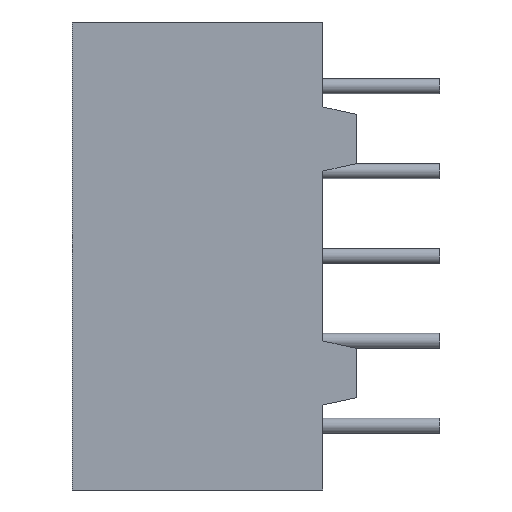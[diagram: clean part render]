
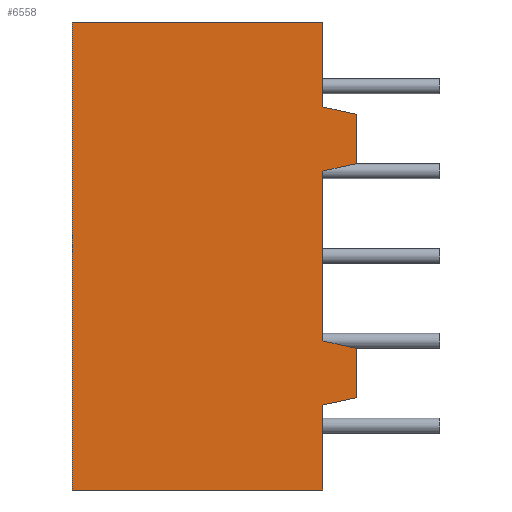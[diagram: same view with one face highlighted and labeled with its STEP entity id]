
A CAD part, left-side view. The second image highlights one B-rep face of the part: STEP entity #6558.
In plain terms, the highlighted planar face has unit normal (-1, 0, 0).
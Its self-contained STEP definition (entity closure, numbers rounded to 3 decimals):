
#157 = FACE_OUTER_BOUND ( 'NONE', #10091, .T. ) ;
#318 = CARTESIAN_POINT ( 'NONE',  ( -3.75, 0., -2.765 ) ) ;
#321 = VERTEX_POINT ( 'NONE', #8122 ) ;
#356 = LINE ( 'NONE', #5779, #3527 ) ;
#620 = LINE ( 'NONE', #6917, #5536 ) ;
#707 = CARTESIAN_POINT ( 'NONE',  ( -3.75, 1., 4.46 ) ) ;
#725 = VECTOR ( 'NONE', #2877, 1000. ) ;
#852 = ORIENTED_EDGE ( 'NONE', *, *, #3995, .T. ) ;
#1038 = DIRECTION ( 'NONE',  ( 0., -0.976, 0.22 ) ) ;
#1249 = VECTOR ( 'NONE', #1038, 1000. ) ;
#1431 = DIRECTION ( 'NONE',  ( 0., 0., 1. ) ) ;
#1610 = DIRECTION ( 'NONE',  ( 0., 0., 1. ) ) ;
#1702 = VECTOR ( 'NONE', #2779, 1000. ) ;
#1908 = LINE ( 'NONE', #5468, #9173 ) ;
#1920 = DIRECTION ( 'NONE',  ( 1., 0., 0. ) ) ;
#2361 = VECTOR ( 'NONE', #8202, 1000. ) ;
#2515 = LINE ( 'NONE', #5939, #1702 ) ;
#2614 = LINE ( 'NONE', #11494, #10679 ) ;
#2714 = LINE ( 'NONE', #8966, #725 ) ;
#2779 = DIRECTION ( 'NONE',  ( 0., -0.976, 0.22 ) ) ;
#2787 = VERTEX_POINT ( 'NONE', #5218 ) ;
#2804 = CARTESIAN_POINT ( 'NONE',  ( -3.75, 8.5, -7. ) ) ;
#2877 = DIRECTION ( 'NONE',  ( 0., 0., 1. ) ) ;
#3030 = VERTEX_POINT ( 'NONE', #707 ) ;
#3136 = DIRECTION ( 'NONE',  ( 0., 0., 1. ) ) ;
#3218 = CARTESIAN_POINT ( 'NONE',  ( -3.75, 1., 2.54 ) ) ;
#3274 = CARTESIAN_POINT ( 'NONE',  ( -3.75, 8.5, 7. ) ) ;
#3289 = EDGE_CURVE ( 'NONE', #4189, #8397, #1908, .T. ) ;
#3374 = AXIS2_PLACEMENT_3D ( 'NONE', #2804, #1920, #3719 ) ;
#3527 = VECTOR ( 'NONE', #9326, 1000. ) ;
#3586 = CARTESIAN_POINT ( 'NONE',  ( -3.75, 0., 4.235 ) ) ;
#3646 = DIRECTION ( 'NONE',  ( 0., 0., 1. ) ) ;
#3719 = DIRECTION ( 'NONE',  ( 0., 0., -1. ) ) ;
#3995 = EDGE_CURVE ( 'NONE', #7350, #4890, #620, .T. ) ;
#4033 = ORIENTED_EDGE ( 'NONE', *, *, #4277, .F. ) ;
#4062 = ORIENTED_EDGE ( 'NONE', *, *, #10928, .T. ) ;
#4189 = VERTEX_POINT ( 'NONE', #6149 ) ;
#4277 = EDGE_CURVE ( 'NONE', #8397, #321, #8914, .T. ) ;
#4416 = ORIENTED_EDGE ( 'NONE', *, *, #6738, .T. ) ;
#4705 = EDGE_CURVE ( 'NONE', #8369, #2787, #5423, .T. ) ;
#4890 = VERTEX_POINT ( 'NONE', #5181 ) ;
#5150 = VERTEX_POINT ( 'NONE', #10481 ) ;
#5181 = CARTESIAN_POINT ( 'NONE',  ( -3.75, 1., -4.46 ) ) ;
#5218 = CARTESIAN_POINT ( 'NONE',  ( -3.75, 0., 2.765 ) ) ;
#5423 = LINE ( 'NONE', #9808, #1249 ) ;
#5468 = CARTESIAN_POINT ( 'NONE',  ( -3.75, 8.5, -7. ) ) ;
#5536 = VECTOR ( 'NONE', #1610, 1000. ) ;
#5631 = LINE ( 'NONE', #7620, #6554 ) ;
#5779 = CARTESIAN_POINT ( 'NONE',  ( -3.75, 0., -2.765 ) ) ;
#5834 = EDGE_CURVE ( 'NONE', #2787, #10038, #2614, .T. ) ;
#5939 = CARTESIAN_POINT ( 'NONE',  ( -3.75, 1., -4.46 ) ) ;
#6005 = VECTOR ( 'NONE', #11029, 1000. ) ;
#6149 = CARTESIAN_POINT ( 'NONE',  ( -3.75, 8.5, -7. ) ) ;
#6554 = VECTOR ( 'NONE', #1431, 1000. ) ;
#6558 = ADVANCED_FACE ( 'NONE', ( #157 ), #7230, .F. ) ;
#6675 = LINE ( 'NONE', #9480, #8248 ) ;
#6738 = EDGE_CURVE ( 'NONE', #4890, #5150, #2515, .T. ) ;
#6917 = CARTESIAN_POINT ( 'NONE',  ( -3.75, 1., -7. ) ) ;
#7193 = CARTESIAN_POINT ( 'NONE',  ( -3.75, 8.5, 7. ) ) ;
#7206 = ORIENTED_EDGE ( 'NONE', *, *, #9594, .T. ) ;
#7230 = PLANE ( 'NONE',  #3374 ) ;
#7255 = CARTESIAN_POINT ( 'NONE',  ( -3.75, 8.5, -7. ) ) ;
#7350 = VERTEX_POINT ( 'NONE', #9976 ) ;
#7620 = CARTESIAN_POINT ( 'NONE',  ( -3.75, 1., -2.54 ) ) ;
#7953 = DIRECTION ( 'NONE',  ( 0., 0., 1. ) ) ;
#8122 = CARTESIAN_POINT ( 'NONE',  ( -3.75, 1., 7. ) ) ;
#8202 = DIRECTION ( 'NONE',  ( 0., -1., 0. ) ) ;
#8248 = VECTOR ( 'NONE', #3136, 1000. ) ;
#8286 = CARTESIAN_POINT ( 'NONE',  ( -3.75, 0., 4.235 ) ) ;
#8369 = VERTEX_POINT ( 'NONE', #3218 ) ;
#8397 = VERTEX_POINT ( 'NONE', #3274 ) ;
#8412 = VECTOR ( 'NONE', #9940, 1000. ) ;
#8495 = EDGE_CURVE ( 'NONE', #5150, #10956, #6675, .T. ) ;
#8509 = EDGE_CURVE ( 'NONE', #10038, #3030, #9354, .T. ) ;
#8914 = LINE ( 'NONE', #7193, #2361 ) ;
#8925 = LINE ( 'NONE', #7255, #8412 ) ;
#8966 = CARTESIAN_POINT ( 'NONE',  ( -3.75, 1., 4.46 ) ) ;
#9173 = VECTOR ( 'NONE', #7953, 1000. ) ;
#9326 = DIRECTION ( 'NONE',  ( 0., 0.976, 0.22 ) ) ;
#9354 = LINE ( 'NONE', #8286, #6005 ) ;
#9472 = EDGE_CURVE ( 'NONE', #3030, #321, #2714, .T. ) ;
#9480 = CARTESIAN_POINT ( 'NONE',  ( -3.75, 0., -7. ) ) ;
#9490 = ORIENTED_EDGE ( 'NONE', *, *, #3289, .F. ) ;
#9594 = EDGE_CURVE ( 'NONE', #10956, #11374, #356, .T. ) ;
#9808 = CARTESIAN_POINT ( 'NONE',  ( -3.75, 1., 2.54 ) ) ;
#9940 = DIRECTION ( 'NONE',  ( 0., -1., 0. ) ) ;
#9943 = ORIENTED_EDGE ( 'NONE', *, *, #4705, .T. ) ;
#9976 = CARTESIAN_POINT ( 'NONE',  ( -3.75, 1., -7. ) ) ;
#10038 = VERTEX_POINT ( 'NONE', #3586 ) ;
#10081 = EDGE_CURVE ( 'NONE', #4189, #7350, #8925, .T. ) ;
#10091 = EDGE_LOOP ( 'NONE', ( #4416, #11624, #7206, #4062, #9943, #10617, #10110, #10602, #4033, #9490, #10263, #852 ) ) ;
#10110 = ORIENTED_EDGE ( 'NONE', *, *, #8509, .T. ) ;
#10212 = CARTESIAN_POINT ( 'NONE',  ( -3.75, 1., -2.54 ) ) ;
#10263 = ORIENTED_EDGE ( 'NONE', *, *, #10081, .T. ) ;
#10481 = CARTESIAN_POINT ( 'NONE',  ( -3.75, 0., -4.235 ) ) ;
#10602 = ORIENTED_EDGE ( 'NONE', *, *, #9472, .T. ) ;
#10617 = ORIENTED_EDGE ( 'NONE', *, *, #5834, .T. ) ;
#10679 = VECTOR ( 'NONE', #3646, 1000. ) ;
#10928 = EDGE_CURVE ( 'NONE', #11374, #8369, #5631, .T. ) ;
#10956 = VERTEX_POINT ( 'NONE', #318 ) ;
#11029 = DIRECTION ( 'NONE',  ( 0., 0.976, 0.22 ) ) ;
#11374 = VERTEX_POINT ( 'NONE', #10212 ) ;
#11494 = CARTESIAN_POINT ( 'NONE',  ( -3.75, 0., -7. ) ) ;
#11624 = ORIENTED_EDGE ( 'NONE', *, *, #8495, .T. ) ;
